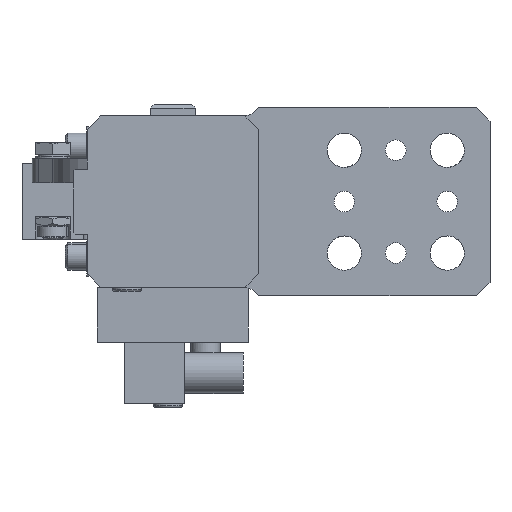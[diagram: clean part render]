
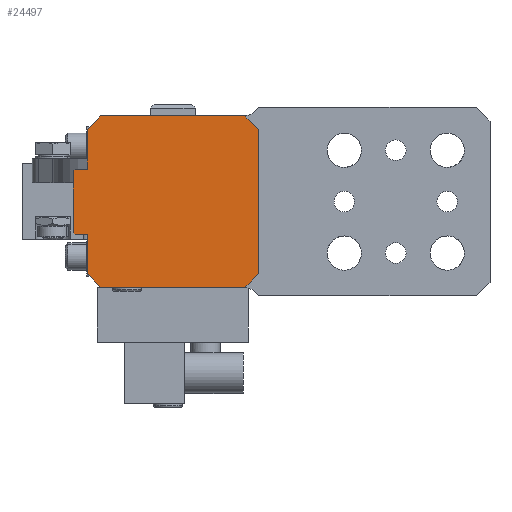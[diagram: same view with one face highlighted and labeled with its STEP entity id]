
A CAD part, left-side view. The second image highlights one B-rep face of the part: STEP entity #24497.
In plain terms, the highlighted planar face has unit normal (-1, 0, 0).
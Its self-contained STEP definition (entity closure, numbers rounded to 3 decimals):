
#24404=AXIS2_PLACEMENT_3D('Plane Axis2P3D',#24401,#24402,#24403) ;
#24161=CARTESIAN_POINT('Vertex',(-118.,29.,9.)) ;
#24177=CARTESIAN_POINT('Vertex',(-118.,29.,-9.)) ;
#24180=CARTESIAN_POINT('Line Origine',(-118.,29.,0.)) ;
#24233=CARTESIAN_POINT('Line Origine',(-118.,28.75,9.25)) ;
#24237=CARTESIAN_POINT('Vertex',(-118.,28.5,9.5)) ;
#24379=CARTESIAN_POINT('Vertex',(-118.,28.5,-9.5)) ;
#24382=CARTESIAN_POINT('Line Origine',(-118.,28.75,-9.25)) ;
#24401=CARTESIAN_POINT('Axis2P3D Location',(-118.,0.,0.)) ;
#24406=CARTESIAN_POINT('Line Origine',(-118.,26.75,-9.5)) ;
#24410=CARTESIAN_POINT('Vertex',(-118.,25.,-9.5)) ;
#24413=CARTESIAN_POINT('Line Origine',(-118.,25.,-15.25)) ;
#24417=CARTESIAN_POINT('Vertex',(-118.,25.,-21.)) ;
#24420=CARTESIAN_POINT('Line Origine',(-118.,23.,-23.)) ;
#24424=CARTESIAN_POINT('Vertex',(-118.,21.,-25.)) ;
#24427=CARTESIAN_POINT('Line Origine',(-118.,0.,-25.)) ;
#24431=CARTESIAN_POINT('Vertex',(-118.,-21.,-25.)) ;
#24434=CARTESIAN_POINT('Line Origine',(-118.,-23.,-23.)) ;
#24438=CARTESIAN_POINT('Vertex',(-118.,-25.,-21.)) ;
#24441=CARTESIAN_POINT('Line Origine',(-118.,-25.,0.)) ;
#24445=CARTESIAN_POINT('Vertex',(-118.,-25.,21.)) ;
#24448=CARTESIAN_POINT('Line Origine',(-118.,-23.,23.)) ;
#24452=CARTESIAN_POINT('Vertex',(-118.,-21.,25.)) ;
#24455=CARTESIAN_POINT('Line Origine',(-118.,0.,25.)) ;
#24459=CARTESIAN_POINT('Vertex',(-118.,21.,25.)) ;
#24462=CARTESIAN_POINT('Line Origine',(-118.,23.,23.)) ;
#24466=CARTESIAN_POINT('Vertex',(-118.,25.,21.)) ;
#24469=CARTESIAN_POINT('Line Origine',(-118.,25.,15.25)) ;
#24473=CARTESIAN_POINT('Vertex',(-118.,25.,9.5)) ;
#24476=CARTESIAN_POINT('Line Origine',(-118.,26.75,9.5)) ;
#24181=DIRECTION('Vector Direction',(0.,0.,-1.)) ;
#24234=DIRECTION('Vector Direction',(0.,-0.707,0.707)) ;
#24383=DIRECTION('Vector Direction',(0.,-0.707,-0.707)) ;
#24402=DIRECTION('Axis2P3D Direction',(-1.,0.,0.)) ;
#24403=DIRECTION('Axis2P3D XDirection',(0.,-1.,0.)) ;
#24407=DIRECTION('Vector Direction',(0.,1.,0.)) ;
#24414=DIRECTION('Vector Direction',(0.,0.,1.)) ;
#24421=DIRECTION('Vector Direction',(0.,-0.707,-0.707)) ;
#24428=DIRECTION('Vector Direction',(0.,1.,0.)) ;
#24435=DIRECTION('Vector Direction',(0.,0.707,-0.707)) ;
#24442=DIRECTION('Vector Direction',(0.,0.,-1.)) ;
#24449=DIRECTION('Vector Direction',(0.,-0.707,-0.707)) ;
#24456=DIRECTION('Vector Direction',(0.,-1.,0.)) ;
#24463=DIRECTION('Vector Direction',(0.,0.707,-0.707)) ;
#24470=DIRECTION('Vector Direction',(0.,0.,1.)) ;
#24477=DIRECTION('Vector Direction',(0.,-1.,0.)) ;
#24182=VECTOR('Line Direction',#24181,1.) ;
#24235=VECTOR('Line Direction',#24234,1.) ;
#24384=VECTOR('Line Direction',#24383,1.) ;
#24408=VECTOR('Line Direction',#24407,1.) ;
#24415=VECTOR('Line Direction',#24414,1.) ;
#24422=VECTOR('Line Direction',#24421,1.) ;
#24429=VECTOR('Line Direction',#24428,1.) ;
#24436=VECTOR('Line Direction',#24435,1.) ;
#24443=VECTOR('Line Direction',#24442,1.) ;
#24450=VECTOR('Line Direction',#24449,1.) ;
#24457=VECTOR('Line Direction',#24456,1.) ;
#24464=VECTOR('Line Direction',#24463,1.) ;
#24471=VECTOR('Line Direction',#24470,1.) ;
#24478=VECTOR('Line Direction',#24477,1.) ;
#24482=ORIENTED_EDGE('',*,*,#24184,.T.) ;
#24483=ORIENTED_EDGE('',*,*,#24386,.F.) ;
#24484=ORIENTED_EDGE('',*,*,#24412,.T.) ;
#24485=ORIENTED_EDGE('',*,*,#24419,.T.) ;
#24486=ORIENTED_EDGE('',*,*,#24426,.F.) ;
#24487=ORIENTED_EDGE('',*,*,#24433,.T.) ;
#24488=ORIENTED_EDGE('',*,*,#24440,.F.) ;
#24489=ORIENTED_EDGE('',*,*,#24447,.T.) ;
#24490=ORIENTED_EDGE('',*,*,#24454,.F.) ;
#24491=ORIENTED_EDGE('',*,*,#24461,.T.) ;
#24492=ORIENTED_EDGE('',*,*,#24468,.F.) ;
#24493=ORIENTED_EDGE('',*,*,#24475,.T.) ;
#24494=ORIENTED_EDGE('',*,*,#24480,.T.) ;
#24495=ORIENTED_EDGE('',*,*,#24239,.F.) ;
#24497=ADVANCED_FACE('ZYLINDER',(#24496),#24405,.T.) ;
#24184=EDGE_CURVE('',#24162,#24178,#24183,.T.) ;
#24239=EDGE_CURVE('',#24162,#24238,#24236,.T.) ;
#24386=EDGE_CURVE('',#24380,#24178,#24385,.F.) ;
#24412=EDGE_CURVE('',#24380,#24411,#24409,.F.) ;
#24419=EDGE_CURVE('',#24411,#24418,#24416,.F.) ;
#24426=EDGE_CURVE('',#24425,#24418,#24423,.F.) ;
#24433=EDGE_CURVE('',#24425,#24432,#24430,.F.) ;
#24440=EDGE_CURVE('',#24439,#24432,#24437,.T.) ;
#24447=EDGE_CURVE('',#24439,#24446,#24444,.F.) ;
#24454=EDGE_CURVE('',#24453,#24446,#24451,.T.) ;
#24461=EDGE_CURVE('',#24453,#24460,#24458,.F.) ;
#24468=EDGE_CURVE('',#24467,#24460,#24465,.F.) ;
#24475=EDGE_CURVE('',#24467,#24474,#24472,.F.) ;
#24480=EDGE_CURVE('',#24474,#24238,#24479,.F.) ;
#24481=EDGE_LOOP('',(#24482,#24483,#24484,#24485,#24486,#24487,#24488,#24489,#24490,#24491,#24492,#24493,#24494,#24495)) ;
#24496=FACE_OUTER_BOUND('',#24481,.T.) ;
#24183=LINE('Line',#24180,#24182) ;
#24236=LINE('Line',#24233,#24235) ;
#24385=LINE('Line',#24382,#24384) ;
#24409=LINE('Line',#24406,#24408) ;
#24416=LINE('Line',#24413,#24415) ;
#24423=LINE('Line',#24420,#24422) ;
#24430=LINE('Line',#24427,#24429) ;
#24437=LINE('Line',#24434,#24436) ;
#24444=LINE('Line',#24441,#24443) ;
#24451=LINE('Line',#24448,#24450) ;
#24458=LINE('Line',#24455,#24457) ;
#24465=LINE('Line',#24462,#24464) ;
#24472=LINE('Line',#24469,#24471) ;
#24479=LINE('Line',#24476,#24478) ;
#24405=PLANE('Plane',#24404) ;
#24162=VERTEX_POINT('',#24161) ;
#24178=VERTEX_POINT('',#24177) ;
#24238=VERTEX_POINT('',#24237) ;
#24380=VERTEX_POINT('',#24379) ;
#24411=VERTEX_POINT('',#24410) ;
#24418=VERTEX_POINT('',#24417) ;
#24425=VERTEX_POINT('',#24424) ;
#24432=VERTEX_POINT('',#24431) ;
#24439=VERTEX_POINT('',#24438) ;
#24446=VERTEX_POINT('',#24445) ;
#24453=VERTEX_POINT('',#24452) ;
#24460=VERTEX_POINT('',#24459) ;
#24467=VERTEX_POINT('',#24466) ;
#24474=VERTEX_POINT('',#24473) ;
